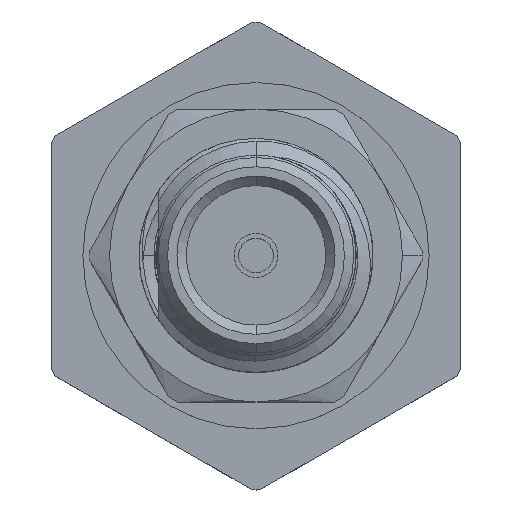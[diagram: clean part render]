
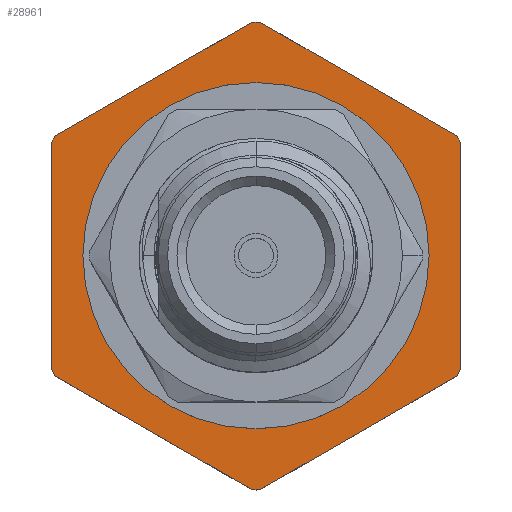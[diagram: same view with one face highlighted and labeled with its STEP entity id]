
A CAD part, top view. The second image highlights one B-rep face of the part: STEP entity #28961.
In plain terms, the highlighted face is planar.
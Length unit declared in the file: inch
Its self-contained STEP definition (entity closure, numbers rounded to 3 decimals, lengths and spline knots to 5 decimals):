
#236 = ORIENTED_EDGE ( 'NONE', *, *, #25414, .F. ) ;
#249 = EDGE_CURVE ( 'NONE', #21231, #26465, #7908, .T. ) ;
#649 = CARTESIAN_POINT ( 'NONE',  ( 0.55, 0., 0. ) ) ;
#787 = ORIENTED_EDGE ( 'NONE', *, *, #17688, .F. ) ;
#815 = EDGE_CURVE ( 'NONE', #11771, #27319, #27126, .T. ) ;
#884 = CARTESIAN_POINT ( 'NONE',  ( 0.55, -0.175, 0. ) ) ;
#1274 = CARTESIAN_POINT ( 'NONE',  ( 0.55, 0.2475, 0.2185 ) ) ;
#1314 = VERTEX_POINT ( 'NONE', #3352 ) ;
#1586 = CARTESIAN_POINT ( 'NONE',  ( 0.55, -0.12735, 0.21642 ) ) ;
#2053 = AXIS2_PLACEMENT_3D ( 'NONE', #3194, #12637, #16755 ) ;
#2161 = ORIENTED_EDGE ( 'NONE', *, *, #15490, .F. ) ;
#2376 = VERTEX_POINT ( 'NONE', #4232 ) ;
#2690 = VECTOR ( 'NONE', #29975, 39.37008 ) ;
#2956 = EDGE_CURVE ( 'NONE', #11981, #26426, #15234, .T. ) ;
#2996 = VECTOR ( 'NONE', #20120, 39.37008 ) ;
#3194 = CARTESIAN_POINT ( 'NONE',  ( 0.55, 0., 0. ) ) ;
#3352 = CARTESIAN_POINT ( 'NONE',  ( 0.55, -0.24997, -0.00404 ) ) ;
#3500 = DIRECTION ( 'NONE',  ( 0., -1., 0. ) ) ;
#3600 = CARTESIAN_POINT ( 'NONE',  ( 0.55, 0.2511, 0.00208 ) ) ;
#3638 = AXIS2_PLACEMENT_3D ( 'NONE', #14284, #11989, #18417 ) ;
#4030 = LINE ( 'NONE', #22944, #4463 ) ;
#4232 = CARTESIAN_POINT ( 'NONE',  ( 0.55, -0.24997, 0.00404 ) ) ;
#4463 = VECTOR ( 'NONE', #29367, 39.37008 ) ;
#4785 = CARTESIAN_POINT ( 'NONE',  ( 0.55, 0., 0. ) ) ;
#6292 = PLANE ( 'NONE',  #8082 ) ;
#6552 = DIRECTION ( 'NONE',  ( 1., 0., 0. ) ) ;
#6707 = DIRECTION ( 'NONE',  ( 0., 1., 0. ) ) ;
#6912 = ORIENTED_EDGE ( 'NONE', *, *, #20154, .F. ) ;
#6998 = CARTESIAN_POINT ( 'NONE',  ( 0.55, 0., 0. ) ) ;
#7020 = CARTESIAN_POINT ( 'NONE',  ( 0.55, 0.24997, -0.00404 ) ) ;
#7523 = DIRECTION ( 'NONE',  ( 1., 0., 0. ) ) ;
#7887 = CIRCLE ( 'NONE', #18101, 0.25 ) ;
#7908 = CIRCLE ( 'NONE', #22530, 0.25 ) ;
#8082 = AXIS2_PLACEMENT_3D ( 'NONE', #8137, #24313, #29343 ) ;
#8137 = CARTESIAN_POINT ( 'NONE',  ( 0.55, 0.2475, 0. ) ) ;
#8395 = VERTEX_POINT ( 'NONE', #7020 ) ;
#8866 = CIRCLE ( 'NONE', #2053, 0.25 ) ;
#8955 = EDGE_CURVE ( 'NONE', #12579, #25362, #11905, .T. ) ;
#9024 = CARTESIAN_POINT ( 'NONE',  ( 0.55, -0.12148, 0.2185 ) ) ;
#9843 = AXIS2_PLACEMENT_3D ( 'NONE', #21938, #21477, #26100 ) ;
#10076 = EDGE_CURVE ( 'NONE', #15569, #25211, #21183, .T. ) ;
#10276 = EDGE_CURVE ( 'NONE', #2376, #26426, #17757, .T. ) ;
#10385 = DIRECTION ( 'NONE',  ( 1., 0., 0. ) ) ;
#10699 = CARTESIAN_POINT ( 'NONE',  ( 0.55, 0., 0. ) ) ;
#11207 = ORIENTED_EDGE ( 'NONE', *, *, #2956, .T. ) ;
#11570 = DIRECTION ( 'NONE',  ( 0., 1., 0. ) ) ;
#11771 = VERTEX_POINT ( 'NONE', #13250 ) ;
#11905 = CIRCLE ( 'NONE', #28959, 0.175 ) ;
#11981 = VERTEX_POINT ( 'NONE', #9024 ) ;
#11989 = DIRECTION ( 'NONE',  ( 1., 0., 0. ) ) ;
#12187 = EDGE_CURVE ( 'NONE', #2376, #1314, #28482, .T. ) ;
#12200 = ORIENTED_EDGE ( 'NONE', *, *, #12187, .T. ) ;
#12405 = CARTESIAN_POINT ( 'NONE',  ( 0.55, 0.25, 0. ) ) ;
#12579 = VERTEX_POINT ( 'NONE', #26536 ) ;
#12637 = DIRECTION ( 'NONE',  ( 1., 0., 0. ) ) ;
#12849 = EDGE_CURVE ( 'NONE', #8395, #27319, #22986, .T. ) ;
#13048 = LINE ( 'NONE', #3600, #22445 ) ;
#13250 = CARTESIAN_POINT ( 'NONE',  ( 0.55, 0.12148, -0.2185 ) ) ;
#13386 = DIRECTION ( 'NONE',  ( 0., -0.5, -0.866 ) ) ;
#13473 = DIRECTION ( 'NONE',  ( 0., 1., 0. ) ) ;
#13532 = CARTESIAN_POINT ( 'NONE',  ( 0.55, 0.2511, -0.00208 ) ) ;
#14284 = CARTESIAN_POINT ( 'NONE',  ( 0.55, 0., 0. ) ) ;
#14893 = ORIENTED_EDGE ( 'NONE', *, *, #10076, .T. ) ;
#15234 = CIRCLE ( 'NONE', #19133, 0.25 ) ;
#15238 = ORIENTED_EDGE ( 'NONE', *, *, #25025, .F. ) ;
#15490 = EDGE_CURVE ( 'NONE', #11981, #26465, #24923, .T. ) ;
#15569 = VERTEX_POINT ( 'NONE', #19745 ) ;
#15760 = DIRECTION ( 'NONE',  ( 0., 1., 0. ) ) ;
#15856 = DIRECTION ( 'NONE',  ( 1., 0., 0. ) ) ;
#15917 = DIRECTION ( 'NONE',  ( 1., 0., 0. ) ) ;
#16667 = DIRECTION ( 'NONE',  ( 0., 1., 0. ) ) ;
#16755 = DIRECTION ( 'NONE',  ( 0., 1., 0. ) ) ;
#17688 = EDGE_CURVE ( 'NONE', #21231, #28460, #13048, .T. ) ;
#17757 = LINE ( 'NONE', #1586, #2690 ) ;
#17842 = AXIS2_PLACEMENT_3D ( 'NONE', #649, #10385, #23983 ) ;
#17943 = VERTEX_POINT ( 'NONE', #12405 ) ;
#18028 = VECTOR ( 'NONE', #15760, 39.37008 ) ;
#18101 = AXIS2_PLACEMENT_3D ( 'NONE', #23588, #6552, #6707 ) ;
#18417 = DIRECTION ( 'NONE',  ( 0., 1., 0. ) ) ;
#19038 = EDGE_LOOP ( 'NONE', ( #236, #22812 ) ) ;
#19133 = AXIS2_PLACEMENT_3D ( 'NONE', #4785, #7523, #16667 ) ;
#19683 = LINE ( 'NONE', #28982, #2996 ) ;
#19745 = CARTESIAN_POINT ( 'NONE',  ( 0.55, -0.12849, -0.21446 ) ) ;
#20120 = DIRECTION ( 'NONE',  ( 0., -1., 0. ) ) ;
#20154 = EDGE_CURVE ( 'NONE', #11771, #25211, #19683, .T. ) ;
#20329 = FACE_OUTER_BOUND ( 'NONE', #29017, .T. ) ;
#21183 = CIRCLE ( 'NONE', #23631, 0.25 ) ;
#21231 = VERTEX_POINT ( 'NONE', #29664 ) ;
#21477 = DIRECTION ( 'NONE',  ( 1., 0., 0. ) ) ;
#21938 = CARTESIAN_POINT ( 'NONE',  ( 0.55, 0., 0. ) ) ;
#22109 = ORIENTED_EDGE ( 'NONE', *, *, #815, .T. ) ;
#22445 = VECTOR ( 'NONE', #24800, 39.37008 ) ;
#22530 = AXIS2_PLACEMENT_3D ( 'NONE', #10699, #15917, #13473 ) ;
#22812 = ORIENTED_EDGE ( 'NONE', *, *, #8955, .F. ) ;
#22834 = ORIENTED_EDGE ( 'NONE', *, *, #26129, .T. ) ;
#22944 = CARTESIAN_POINT ( 'NONE',  ( 0.55, -0.12735, -0.21642 ) ) ;
#22986 = LINE ( 'NONE', #13532, #28981 ) ;
#23111 = CARTESIAN_POINT ( 'NONE',  ( 0.55, 0.24997, 0.00404 ) ) ;
#23588 = CARTESIAN_POINT ( 'NONE',  ( 0.55, 0., 0. ) ) ;
#23631 = AXIS2_PLACEMENT_3D ( 'NONE', #6998, #15856, #11570 ) ;
#23983 = DIRECTION ( 'NONE',  ( 0., 1., 0. ) ) ;
#24313 = DIRECTION ( 'NONE',  ( -1., 0., 0. ) ) ;
#24401 = DIRECTION ( 'NONE',  ( 1., 0., 0. ) ) ;
#24566 = EDGE_CURVE ( 'NONE', #17943, #28460, #7887, .T. ) ;
#24800 = DIRECTION ( 'NONE',  ( 0., 0.5, -0.866 ) ) ;
#24923 = LINE ( 'NONE', #1274, #18028 ) ;
#25025 = EDGE_CURVE ( 'NONE', #15569, #1314, #4030, .T. ) ;
#25211 = VERTEX_POINT ( 'NONE', #29746 ) ;
#25362 = VERTEX_POINT ( 'NONE', #884 ) ;
#25414 = EDGE_CURVE ( 'NONE', #25362, #12579, #28853, .T. ) ;
#25446 = CARTESIAN_POINT ( 'NONE',  ( 0.55, 0.12849, -0.21446 ) ) ;
#25727 = ORIENTED_EDGE ( 'NONE', *, *, #24566, .T. ) ;
#25955 = CARTESIAN_POINT ( 'NONE',  ( 0.55, -0.12849, 0.21446 ) ) ;
#26100 = DIRECTION ( 'NONE',  ( 0., -1., 0. ) ) ;
#26129 = EDGE_CURVE ( 'NONE', #8395, #17943, #8866, .T. ) ;
#26426 = VERTEX_POINT ( 'NONE', #25955 ) ;
#26465 = VERTEX_POINT ( 'NONE', #28080 ) ;
#26536 = CARTESIAN_POINT ( 'NONE',  ( 0.55, 0.175, 0. ) ) ;
#26731 = ORIENTED_EDGE ( 'NONE', *, *, #10276, .F. ) ;
#26805 = ORIENTED_EDGE ( 'NONE', *, *, #12849, .F. ) ;
#26849 = CARTESIAN_POINT ( 'NONE',  ( 0.55, 0., 0. ) ) ;
#27126 = CIRCLE ( 'NONE', #17842, 0.25 ) ;
#27319 = VERTEX_POINT ( 'NONE', #25446 ) ;
#27754 = ORIENTED_EDGE ( 'NONE', *, *, #249, .T. ) ;
#28080 = CARTESIAN_POINT ( 'NONE',  ( 0.55, 0.12148, 0.2185 ) ) ;
#28460 = VERTEX_POINT ( 'NONE', #23111 ) ;
#28482 = CIRCLE ( 'NONE', #3638, 0.25 ) ;
#28853 = CIRCLE ( 'NONE', #9843, 0.175 ) ;
#28959 = AXIS2_PLACEMENT_3D ( 'NONE', #26849, #24401, #3500 ) ;
#28961 = ADVANCED_FACE ( 'NONE', ( #29495, #20329 ), #6292, .F. ) ;
#28981 = VECTOR ( 'NONE', #13386, 39.37008 ) ;
#28982 = CARTESIAN_POINT ( 'NONE',  ( 0.55, 0.2475, -0.2185 ) ) ;
#29017 = EDGE_LOOP ( 'NONE', ( #787, #27754, #2161, #11207, #26731, #12200, #15238, #14893, #6912, #22109, #26805, #22834, #25727 ) ) ;
#29343 = DIRECTION ( 'NONE',  ( 0., -1., 0. ) ) ;
#29367 = DIRECTION ( 'NONE',  ( 0., -0.5, 0.866 ) ) ;
#29495 = FACE_BOUND ( 'NONE', #19038, .T. ) ;
#29664 = CARTESIAN_POINT ( 'NONE',  ( 0.55, 0.12849, 0.21446 ) ) ;
#29746 = CARTESIAN_POINT ( 'NONE',  ( 0.55, -0.12148, -0.2185 ) ) ;
#29975 = DIRECTION ( 'NONE',  ( 0., 0.5, 0.866 ) ) ;
